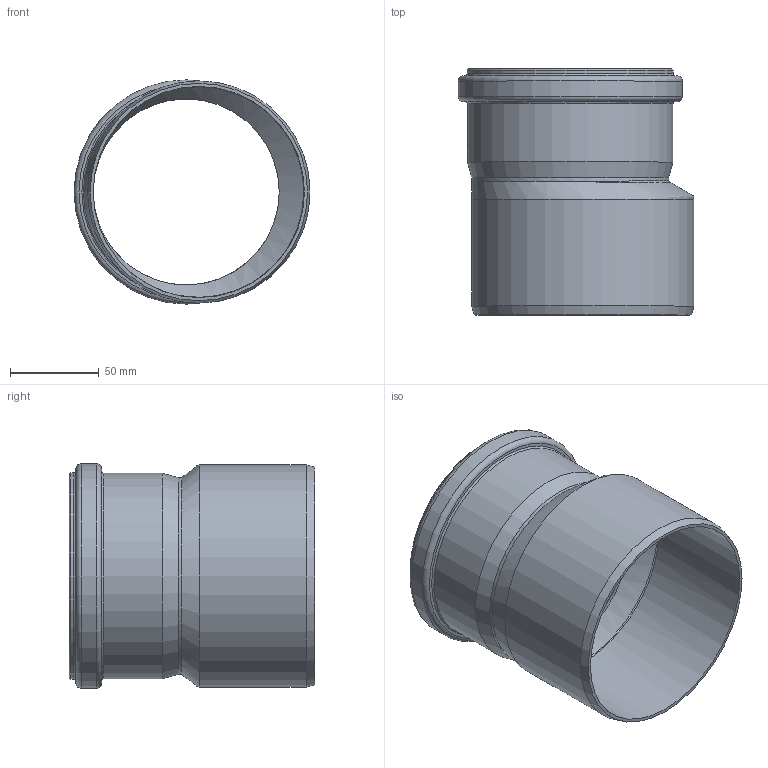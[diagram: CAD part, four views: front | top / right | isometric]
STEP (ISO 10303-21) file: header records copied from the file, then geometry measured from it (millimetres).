
FILE_DESCRIPTION(/* description */ (''),/* implementation_level */ '2;1');
FILE_NAME(/* name */ '176710 HTsafeR DN_OD 125_110.stp',/* time_stamp */ '2017-03-13T12:16:41+01:00',/* author */ ('user1'),/* organization */ (''),/* preprocessor_version */ 'ST-DEVELOPER v16.1',/* originating_system */ 'Autodesk Inventor 2016',/* authorisation */ '');
FILE_SCHEMA (('AUTOMOTIVE_DESIGN { 1 0 10303 214 3 1 1 }'));
Length unit declared in the file: millimetre
Products named in the file (1): 176710 HTsafeR DN_OD 125_110
Bounding box: 132.8 x 138.5 x 126.3 mm (x, y, z)
Volume: 153509.5 mm3; surface area: 112023.6 mm2
Topology: 1 solids, 1 shells, 35 faces, 75 edges, 41 vertices
Faces by surface type: cylinder 11, torus 10, cone 7, bspline 4, plane 3
Full cylindrical faces by diameter (mm): 104.7 x1, 110.9 x2, 111.2 x2, 115.7 x1, 116 x1, 118.9 x1, 121.5 x1, 125.1 x1, 126.3 x1
Entity records: 1467 total; most frequent: CARTESIAN_POINT 829, DIRECTION 135, ORIENTED_EDGE 84, AXIS2_PLACEMENT_3D 67, EDGE_LOOP 66, EDGE_CURVE 42, VERTEX_POINT 38, CIRCLE 35
